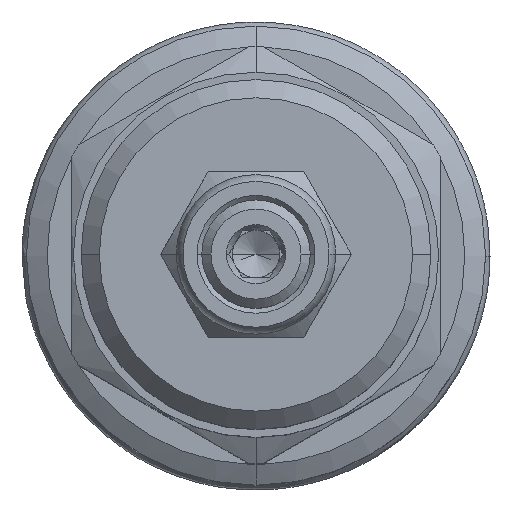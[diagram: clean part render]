
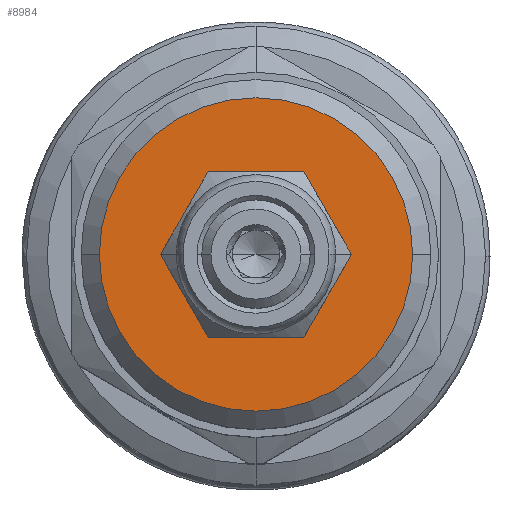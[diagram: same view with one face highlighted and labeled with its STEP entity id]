
A CAD part, top view. The second image highlights one B-rep face of the part: STEP entity #8984.
In plain terms, the highlighted planar face has unit normal (0, 0, 1).
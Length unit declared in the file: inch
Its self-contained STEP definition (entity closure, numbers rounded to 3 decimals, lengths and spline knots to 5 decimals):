
#6163=CARTESIAN_POINT('',(0.,0.,5.559));
#6164=DIRECTION('',(0.,0.,1.));
#6165=DIRECTION('',(-1.,0.,0.));
#6166=AXIS2_PLACEMENT_3D('',#6163,#6164,#6165);
#6168=CARTESIAN_POINT('',(0.,0.,5.559));
#6169=DIRECTION('',(0.,0.,1.));
#6170=DIRECTION('',(1.,0.,0.));
#6171=AXIS2_PLACEMENT_3D('',#6168,#6169,#6170);
#6173=CARTESIAN_POINT('',(0.,0.,5.559));
#6174=DIRECTION('',(0.,0.,1.));
#6175=DIRECTION('',(-1.,0.,0.));
#6176=AXIS2_PLACEMENT_3D('',#6173,#6174,#6175);
#6191=CARTESIAN_POINT('',(0.,0.,5.559));
#6192=DIRECTION('',(0.,0.,1.));
#6193=DIRECTION('',(1.,0.,0.));
#6194=AXIS2_PLACEMENT_3D('',#6191,#6192,#6193);
#8647=CARTESIAN_POINT('',(0.532,0.,5.559));
#8648=CARTESIAN_POINT('',(-0.532,0.,5.559));
#8649=VERTEX_POINT('',#8647);
#8650=VERTEX_POINT('',#8648);
#8807=CARTESIAN_POINT('',(-0.271,0.,5.559));
#8808=CARTESIAN_POINT('',(0.271,0.,5.559));
#8809=VERTEX_POINT('',#8807);
#8810=VERTEX_POINT('',#8808);
#8968=CARTESIAN_POINT('',(0.,0.,5.559));
#8969=DIRECTION('',(0.,0.,-1.));
#8970=DIRECTION('',(1.,0.,0.));
#8971=AXIS2_PLACEMENT_3D('',#8968,#8969,#8970);
#8972=PLANE('',#8971);
#8974=ORIENTED_EDGE('',*,*,#8973,.F.);
#8976=ORIENTED_EDGE('',*,*,#8975,.F.);
#8977=EDGE_LOOP('',(#8974,#8976));
#8978=FACE_OUTER_BOUND('',#8977,.F.);
#8980=ORIENTED_EDGE('',*,*,#8979,.T.);
#8981=ORIENTED_EDGE('',*,*,#8958,.T.);
#8982=EDGE_LOOP('',(#8980,#8981));
#8983=FACE_BOUND('',#8982,.F.);
#8984=ADVANCED_FACE('',(#8978,#8983),#8972,.F.);
#6167=CIRCLE('',#6166,0.271);
#6172=CIRCLE('',#6171,0.271);
#6177=CIRCLE('',#6176,0.532);
#6195=CIRCLE('',#6194,0.532);
#8958=EDGE_CURVE('',#8810,#8809,#6172,.T.);
#8973=EDGE_CURVE('',#8650,#8649,#6177,.T.);
#8975=EDGE_CURVE('',#8649,#8650,#6195,.T.);
#8979=EDGE_CURVE('',#8809,#8810,#6167,.T.);
